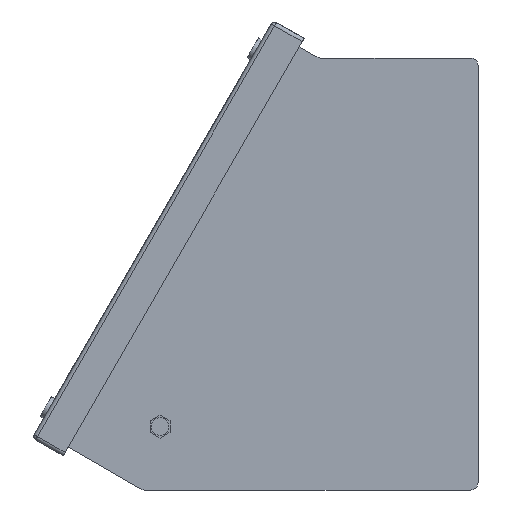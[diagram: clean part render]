
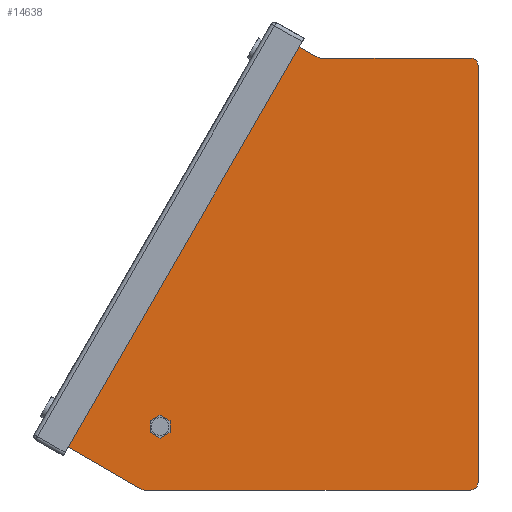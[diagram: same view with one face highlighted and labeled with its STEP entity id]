
A CAD part, left-side view. The second image highlights one B-rep face of the part: STEP entity #14638.
In plain terms, the highlighted planar face has unit normal (-1, 0, 0).
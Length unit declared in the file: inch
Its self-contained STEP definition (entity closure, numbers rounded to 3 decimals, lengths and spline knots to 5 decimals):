
#30 = EDGE_CURVE ( 'NONE', #3452, #3239, #8314, .T. ) ;
#565 = CARTESIAN_POINT ( 'NONE',  ( -10.69016, 2.49787, 0.08609 ) ) ;
#599 = CARTESIAN_POINT ( 'NONE',  ( -10.69016, 5.20435, -6.71 ) ) ;
#622 = DIRECTION ( 'NONE',  ( 1., 0., 0. ) ) ;
#658 = ORIENTED_EDGE ( 'NONE', *, *, #6042, .F. ) ;
#687 = CARTESIAN_POINT ( 'NONE',  ( -10.69016, 0.08979, 0.07 ) ) ;
#1182 = DIRECTION ( 'NONE',  ( 0., 0., -1. ) ) ;
#1579 = VERTEX_POINT ( 'NONE', #16159 ) ;
#1790 = PLANE ( 'NONE',  #18998 ) ;
#1793 = CIRCLE ( 'NONE', #12743, 0.12008 ) ;
#2191 = EDGE_CURVE ( 'NONE', #5022, #3380, #4511, .T. ) ;
#2255 = CIRCLE ( 'NONE', #11972, 0.12008 ) ;
#2596 = ORIENTED_EDGE ( 'NONE', *, *, #4198, .F. ) ;
#2865 = CARTESIAN_POINT ( 'NONE',  ( -10.69016, 6.65481, -5.89115 ) ) ;
#2916 = DIRECTION ( 'NONE',  ( -1., 0., 0. ) ) ;
#2973 = EDGE_LOOP ( 'NONE', ( #4987, #3510, #17337, #4634, #18199, #4969, #6651, #3489, #17606, #6001, #2596, #658 ) ) ;
#3009 = ORIENTED_EDGE ( 'NONE', *, *, #30, .T. ) ;
#3069 = CARTESIAN_POINT ( 'NONE',  ( -10.69016, -0.03029, -6.58992 ) ) ;
#3166 = DIRECTION ( 'NONE',  ( 1., 0., 0. ) ) ;
#3239 = VERTEX_POINT ( 'NONE', #15745 ) ;
#3259 = LINE ( 'NONE', #9236, #13670 ) ;
#3367 = CARTESIAN_POINT ( 'NONE',  ( -10.69016, 3.08761, 0.28792 ) ) ;
#3380 = VERTEX_POINT ( 'NONE', #9152 ) ;
#3384 = DIRECTION ( 'NONE',  ( 0., 0.866, 0.5 ) ) ;
#3444 = CIRCLE ( 'NONE', #19409, 0.12008 ) ;
#3447 = DIRECTION ( 'NONE',  ( 1., 0., 0. ) ) ;
#3452 = VERTEX_POINT ( 'NONE', #4662 ) ;
#3489 = ORIENTED_EDGE ( 'NONE', *, *, #14727, .F. ) ;
#3510 = ORIENTED_EDGE ( 'NONE', *, *, #8525, .F. ) ;
#3870 = LINE ( 'NONE', #5344, #5454 ) ;
#4103 = EDGE_CURVE ( 'NONE', #16023, #1579, #5507, .T. ) ;
#4198 = EDGE_CURVE ( 'NONE', #8194, #16023, #1793, .T. ) ;
#4511 = CIRCLE ( 'NONE', #7315, 0.12008 ) ;
#4523 = CARTESIAN_POINT ( 'NONE',  ( -10.69016, 0.08979, -6.58992 ) ) ;
#4593 = CARTESIAN_POINT ( 'NONE',  ( -10.69016, 2.43783, 0.19008 ) ) ;
#4634 = ORIENTED_EDGE ( 'NONE', *, *, #15269, .F. ) ;
#4662 = CARTESIAN_POINT ( 'NONE',  ( -10.69016, 4.96005, -5.57509 ) ) ;
#4780 = EDGE_CURVE ( 'NONE', #1579, #13921, #9798, .T. ) ;
#4783 = ORIENTED_EDGE ( 'NONE', *, *, #13599, .T. ) ;
#4797 = CARTESIAN_POINT ( 'NONE',  ( -10.69016, 3.02757, 0.39191 ) ) ;
#4969 = ORIENTED_EDGE ( 'NONE', *, *, #10677, .F. ) ;
#4987 = ORIENTED_EDGE ( 'NONE', *, *, #12189, .F. ) ;
#5021 = DIRECTION ( 'NONE',  ( 0., 0., -1. ) ) ;
#5022 = VERTEX_POINT ( 'NONE', #2865 ) ;
#5179 = VERTEX_POINT ( 'NONE', #599 ) ;
#5264 = DIRECTION ( 'NONE',  ( 0., -0.866, -0.5 ) ) ;
#5344 = CARTESIAN_POINT ( 'NONE',  ( -10.69016, 5.20435, -6.71 ) ) ;
#5454 = VECTOR ( 'NONE', #14263, 39.37008 ) ;
#5494 = EDGE_CURVE ( 'NONE', #12509, #16521, #10426, .T. ) ;
#5507 = LINE ( 'NONE', #687, #16523 ) ;
#5802 = DIRECTION ( 'NONE',  ( 1., 0., 0. ) ) ;
#6001 = ORIENTED_EDGE ( 'NONE', *, *, #4103, .F. ) ;
#6042 = EDGE_CURVE ( 'NONE', #8841, #8194, #18696, .T. ) ;
#6078 = CARTESIAN_POINT ( 'NONE',  ( -10.69016, 0.08979, -6.71 ) ) ;
#6199 = VECTOR ( 'NONE', #3384, 39.37008 ) ;
#6213 = DIRECTION ( 'NONE',  ( 0., 0., -1. ) ) ;
#6651 = ORIENTED_EDGE ( 'NONE', *, *, #5494, .F. ) ;
#6673 = DIRECTION ( 'NONE',  ( 0., -1., 0. ) ) ;
#6746 = EDGE_CURVE ( 'NONE', #5179, #16784, #3444, .T. ) ;
#6775 = DIRECTION ( 'NONE',  ( 0., 0., -1. ) ) ;
#7285 = VERTEX_POINT ( 'NONE', #9978 ) ;
#7315 = AXIS2_PLACEMENT_3D ( 'NONE', #9785, #9594, #6775 ) ;
#7337 = AXIS2_PLACEMENT_3D ( 'NONE', #12481, #622, #9539 ) ;
#7707 = CARTESIAN_POINT ( 'NONE',  ( -10.69016, 6.65481, -5.89115 ) ) ;
#7769 = DIRECTION ( 'NONE',  ( 1., 0., 0. ) ) ;
#8145 = VECTOR ( 'NONE', #15687, 39.37008 ) ;
#8194 = VERTEX_POINT ( 'NONE', #17277 ) ;
#8314 = CIRCLE ( 'NONE', #18657, 0.14 ) ;
#8525 = EDGE_CURVE ( 'NONE', #3380, #7285, #9680, .T. ) ;
#8730 = CARTESIAN_POINT ( 'NONE',  ( -10.69016, 2.43783, 0.07 ) ) ;
#8841 = VERTEX_POINT ( 'NONE', #4797 ) ;
#9070 = LINE ( 'NONE', #7707, #6199 ) ;
#9152 = CARTESIAN_POINT ( 'NONE',  ( -10.69016, 6.69876, -5.72712 ) ) ;
#9182 = AXIS2_PLACEMENT_3D ( 'NONE', #4523, #5802, #1182 ) ;
#9236 = CARTESIAN_POINT ( 'NONE',  ( -10.69016, -0.03029, -6.58992 ) ) ;
#9539 = DIRECTION ( 'NONE',  ( 0., 0., -1. ) ) ;
#9594 = DIRECTION ( 'NONE',  ( 1., 0., 0. ) ) ;
#9680 = LINE ( 'NONE', #9782, #8145 ) ;
#9782 = CARTESIAN_POINT ( 'NONE',  ( -10.69016, 3.19161, 0.34796 ) ) ;
#9785 = CARTESIAN_POINT ( 'NONE',  ( -10.69016, 6.59477, -5.78716 ) ) ;
#9798 = CIRCLE ( 'NONE', #7337, 0.12008 ) ;
#9978 = CARTESIAN_POINT ( 'NONE',  ( -10.69016, 3.19161, 0.34796 ) ) ;
#10426 = CIRCLE ( 'NONE', #9182, 0.12008 ) ;
#10549 = DIRECTION ( 'NONE',  ( 0., 0., 1. ) ) ;
#10604 = CARTESIAN_POINT ( 'NONE',  ( -10.69016, 5.20435, -6.58992 ) ) ;
#10677 = EDGE_CURVE ( 'NONE', #16521, #5179, #3870, .T. ) ;
#10899 = DIRECTION ( 'NONE',  ( 1., 0., 0. ) ) ;
#10975 = CARTESIAN_POINT ( 'NONE',  ( -10.69016, 3.08761, 0.28792 ) ) ;
#10977 = CARTESIAN_POINT ( 'NONE',  ( -10.69016, 4.96005, -5.71509 ) ) ;
#11169 = FACE_BOUND ( 'NONE', #15524, .T. ) ;
#11220 = VECTOR ( 'NONE', #5264, 39.37008 ) ;
#11742 = CARTESIAN_POINT ( 'NONE',  ( -10.69016, 4.96005, -5.71509 ) ) ;
#11972 = AXIS2_PLACEMENT_3D ( 'NONE', #3367, #10899, #13756 ) ;
#12189 = EDGE_CURVE ( 'NONE', #7285, #8841, #2255, .T. ) ;
#12378 = DIRECTION ( 'NONE',  ( 0., 0., -1. ) ) ;
#12481 = CARTESIAN_POINT ( 'NONE',  ( -10.69016, 0.08979, -0.05008 ) ) ;
#12509 = VERTEX_POINT ( 'NONE', #3069 ) ;
#12743 = AXIS2_PLACEMENT_3D ( 'NONE', #4593, #2916, #10549 ) ;
#13599 = EDGE_CURVE ( 'NONE', #3239, #3452, #14866, .T. ) ;
#13670 = VECTOR ( 'NONE', #12378, 39.37008 ) ;
#13756 = DIRECTION ( 'NONE',  ( 0., 0., -1. ) ) ;
#13921 = VERTEX_POINT ( 'NONE', #19277 ) ;
#14263 = DIRECTION ( 'NONE',  ( 0., 1., 0. ) ) ;
#14449 = CARTESIAN_POINT ( 'NONE',  ( -10.69016, 5.26439, -6.69391 ) ) ;
#14489 = DIRECTION ( 'NONE',  ( 1., 0., 0. ) ) ;
#14638 = ADVANCED_FACE ( 'NONE', ( #11169, #15413 ), #1790, .F. ) ;
#14727 = EDGE_CURVE ( 'NONE', #13921, #12509, #3259, .T. ) ;
#14866 = CIRCLE ( 'NONE', #16129, 0.14 ) ;
#15269 = EDGE_CURVE ( 'NONE', #16784, #5022, #9070, .T. ) ;
#15413 = FACE_OUTER_BOUND ( 'NONE', #2973, .T. ) ;
#15524 = EDGE_LOOP ( 'NONE', ( #4783, #3009 ) ) ;
#15687 = DIRECTION ( 'NONE',  ( 0., -0.5, 0.866 ) ) ;
#15745 = CARTESIAN_POINT ( 'NONE',  ( -10.69016, 4.96005, -5.85509 ) ) ;
#16023 = VERTEX_POINT ( 'NONE', #8730 ) ;
#16129 = AXIS2_PLACEMENT_3D ( 'NONE', #11742, #14489, #17635 ) ;
#16159 = CARTESIAN_POINT ( 'NONE',  ( -10.69016, 0.08979, 0.07 ) ) ;
#16521 = VERTEX_POINT ( 'NONE', #6078 ) ;
#16523 = VECTOR ( 'NONE', #6673, 39.37008 ) ;
#16612 = DIRECTION ( 'NONE',  ( 0., 0., -1. ) ) ;
#16784 = VERTEX_POINT ( 'NONE', #14449 ) ;
#17277 = CARTESIAN_POINT ( 'NONE',  ( -10.69016, 2.49787, 0.08609 ) ) ;
#17337 = ORIENTED_EDGE ( 'NONE', *, *, #2191, .F. ) ;
#17606 = ORIENTED_EDGE ( 'NONE', *, *, #4780, .F. ) ;
#17635 = DIRECTION ( 'NONE',  ( 0., 0., -1. ) ) ;
#18199 = ORIENTED_EDGE ( 'NONE', *, *, #6746, .F. ) ;
#18657 = AXIS2_PLACEMENT_3D ( 'NONE', #10977, #7769, #6213 ) ;
#18696 = LINE ( 'NONE', #565, #11220 ) ;
#18998 = AXIS2_PLACEMENT_3D ( 'NONE', #10975, #3447, #5021 ) ;
#19277 = CARTESIAN_POINT ( 'NONE',  ( -10.69016, -0.03029, -0.05008 ) ) ;
#19409 = AXIS2_PLACEMENT_3D ( 'NONE', #10604, #3166, #16612 ) ;
